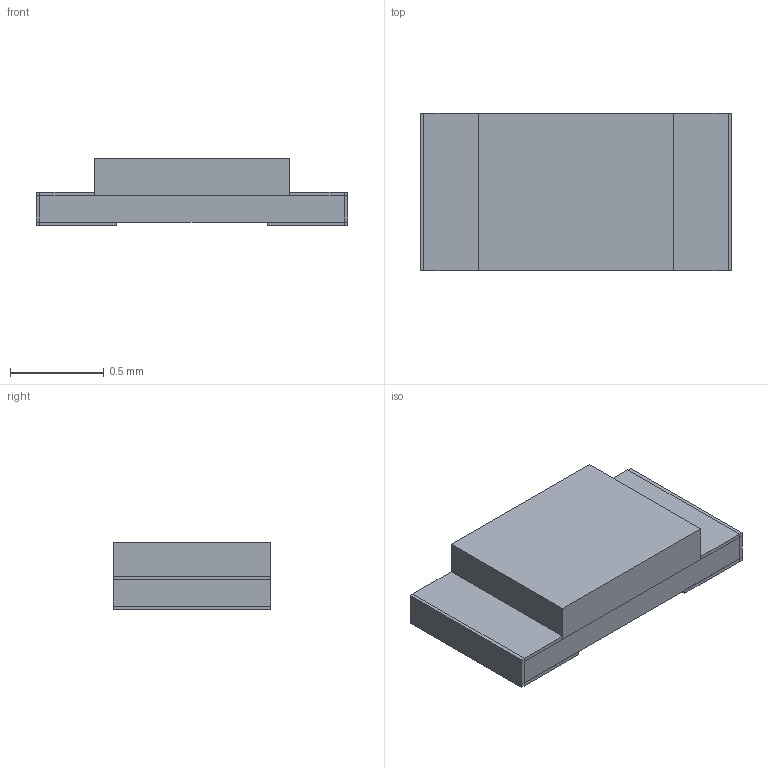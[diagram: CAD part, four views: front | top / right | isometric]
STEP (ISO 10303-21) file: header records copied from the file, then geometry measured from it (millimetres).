
FILE_DESCRIPTION(('FreeCAD Model'),'2;1');
FILE_NAME('13099681.1.2.stp','2022-02-08T14:35:50',( 'Author'),(''),'Open CASCADE STEP processor 6.9','FreeCAD','Unknown' );
FILE_SCHEMA(('AUTOMOTIVE_DESIGN { 1 0 10303 214 1 1 1 1 }'));
Length unit declared in the file: millimetre
Products named in the file (3): ASSEMBLY; solidBody; solidLead
Assembly tree (2 placements, depth 2):
  ASSEMBLY
    solidBody
    solidLead
Bounding box: 1.66 x 0.84 x 0.36 mm (x, y, z)
Volume: 0.4 mm3; surface area: 7.3 mm2
Topology: 3 solids, 3 shells, 56 faces, 114 edges, 64 vertices
Faces by surface type: plane 56
Entity records: 2937 total; most frequent: CARTESIAN_POINT 473, DIRECTION 452, LINE 334, VECTOR 334, ORIENTED_EDGE 228, PCURVE 228, DEFINITIONAL_REPRESENTATION 228, EDGE_CURVE 114
